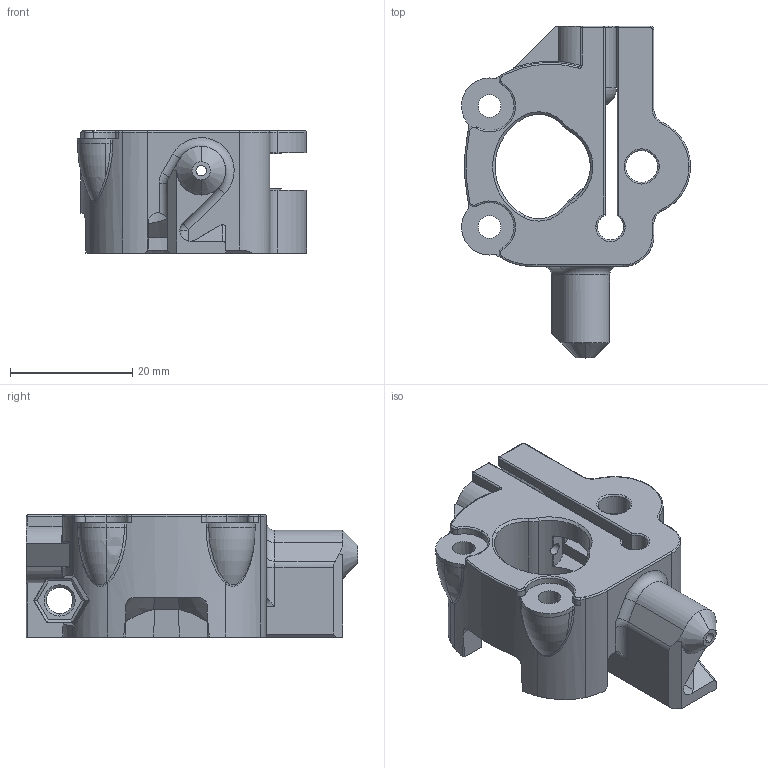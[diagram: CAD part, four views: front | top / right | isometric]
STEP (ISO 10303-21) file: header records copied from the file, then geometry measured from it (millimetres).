
FILE_DESCRIPTION (( 'STEP AP203' ), '1' );
FILE_NAME ('DualLeftFilamentDrive2015Nov.STEP', '2016-02-15T20:33:38', ( '' ), ( '' ), 'SwSTEP 2.0', 'SolidWorks 2012', '' );
FILE_SCHEMA (( 'CONFIG_CONTROL_DESIGN' ));
Length unit declared in the file: millimetre
Products named in the file (1): DualLeftFilamentDrive2015Nov
Bounding box: 37.5 x 54.35 x 20 mm (x, y, z)
Volume: 13751.7 mm3; surface area: 8644.9 mm2
Topology: 1 solids, 1 shells, 286 faces, 774 edges, 480 vertices
Faces by surface type: cylinder 116, plane 80, torus 46, cone 35, bspline 6, sphere 3
Entity records: 9908 total; most frequent: CARTESIAN_POINT 2658, DIRECTION 1538, ORIENTED_EDGE 1534, EDGE_CURVE 767, AXIS2_PLACEMENT_3D 603, VERTEX_POINT 480, VECTOR 332, LINE 332
